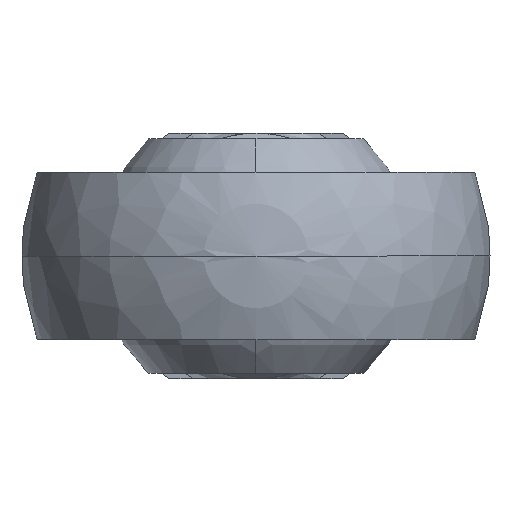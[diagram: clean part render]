
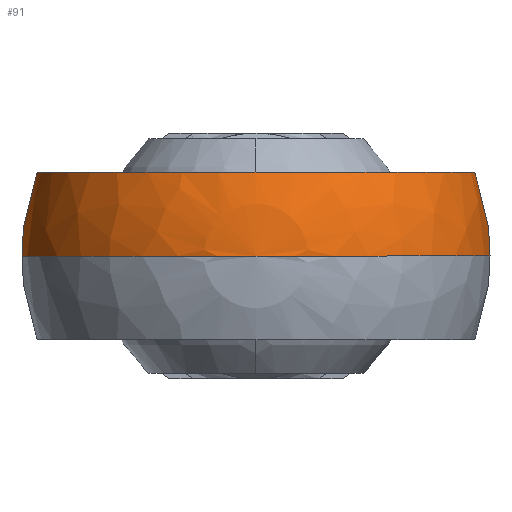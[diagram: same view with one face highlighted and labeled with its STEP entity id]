
A CAD part, left-side view. The second image highlights one B-rep face of the part: STEP entity #91.
In plain terms, the highlighted spherical face has radius 21 mm.
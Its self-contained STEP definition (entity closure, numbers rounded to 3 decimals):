
#91=ADVANCED_FACE('',(#225),#226,.T.);
#225=FACE_OUTER_BOUND('',#410,.T.);
#226=SPHERICAL_SURFACE('',#411,21.0);
#410=EDGE_LOOP('',(#610,#611,#612,#613,#614));
#411=AXIS2_PLACEMENT_3D('',#615,#616,#617);
#610=ORIENTED_EDGE('',*,*,#1054,.F.);
#611=ORIENTED_EDGE('',*,*,#1055,.F.);
#612=ORIENTED_EDGE('',*,*,#1056,.F.);
#613=ORIENTED_EDGE('',*,*,#1057,.T.);
#614=ORIENTED_EDGE('',*,*,#1058,.F.);
#615=CARTESIAN_POINT('',(0.,0.,0.0));
#616=DIRECTION('',(1.0,-0.0,-0.0));
#617=DIRECTION('',(0.0,1.0,0.0));
#1054=EDGE_CURVE('',#1247,#1248,#1249,.T.);
#1055=EDGE_CURVE('',#1250,#1247,#1251,.T.);
#1056=EDGE_CURVE('',#1252,#1250,#1253,.T.);
#1057=EDGE_CURVE('',#1252,#1254,#1255,.F.);
#1058=EDGE_CURVE('',#1248,#1254,#1256,.T.);
#1247=VERTEX_POINT('',#1500);
#1248=VERTEX_POINT('',#1501);
#1249=CIRCLE('',#1502,21.0);
#1250=VERTEX_POINT('',#1503);
#1251=CIRCLE('',#1504,21.0);
#1252=VERTEX_POINT('',#1505);
#1253=CIRCLE('',#1506,18.84);
#1254=VERTEX_POINT('',#1507);
#1255=CIRCLE('',#1508,19.615);
#1256=CIRCLE('',#1509,18.84);
#1500=CARTESIAN_POINT('',(-21.0,0.,0.0));
#1501=CARTESIAN_POINT('',(9.276,18.84,0.));
#1502=AXIS2_PLACEMENT_3D('',#1857,#1858,#1859);
#1503=CARTESIAN_POINT('',(9.276,-18.84,0.));
#1504=AXIS2_PLACEMENT_3D('',#1860,#1861,#1862);
#1505=CARTESIAN_POINT('',(9.276,-17.283,7.5));
#1506=AXIS2_PLACEMENT_3D('',#1863,#1864,#1865);
#1507=CARTESIAN_POINT('',(9.276,17.283,7.5));
#1508=AXIS2_PLACEMENT_3D('',#1866,#1867,#1868);
#1509=AXIS2_PLACEMENT_3D('',#1869,#1870,#1871);
#1857=CARTESIAN_POINT('',(0.,0.,0.0));
#1858=DIRECTION('',(-0.0,0.,-1.0));
#1859=DIRECTION('',(0.0,-1.0,0.));
#1860=CARTESIAN_POINT('',(0.,0.,0.0));
#1861=DIRECTION('',(-0.0,0.,-1.0));
#1862=DIRECTION('',(0.0,-1.0,0.));
#1863=CARTESIAN_POINT('',(9.276,0.0,0.0));
#1864=DIRECTION('',(1.0,0.0,-0.0));
#1865=DIRECTION('',(-0.0,0.0,-1.0));
#1866=CARTESIAN_POINT('',(0.,0.,7.5));
#1867=DIRECTION('',(0.0,-0.0,1.0));
#1868=DIRECTION('',(1.0,0.0,-0.0));
#1869=CARTESIAN_POINT('',(9.276,0.0,0.0));
#1870=DIRECTION('',(1.0,0.0,-0.0));
#1871=DIRECTION('',(-0.0,0.0,-1.0));
